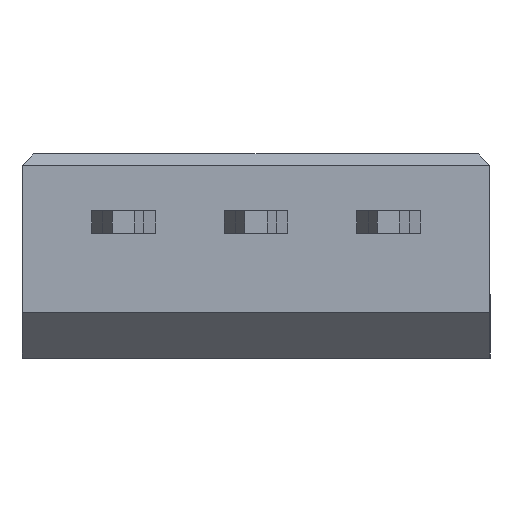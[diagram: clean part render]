
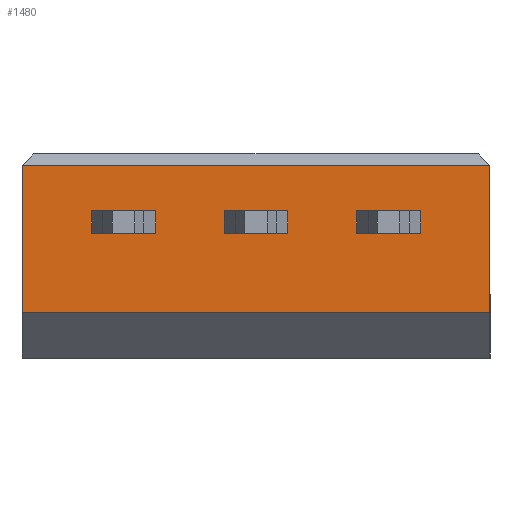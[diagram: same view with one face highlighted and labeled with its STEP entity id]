
A CAD part, front view. The second image highlights one B-rep face of the part: STEP entity #1480.
In plain terms, the highlighted planar face has unit normal (0, -1, 0).
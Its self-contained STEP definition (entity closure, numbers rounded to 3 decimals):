
#73 = CARTESIAN_POINT ( 'NONE',  ( 8.775, 0., 2.75 ) ) ;
#84 = CARTESIAN_POINT ( 'NONE',  ( 4.45, 0., 3. ) ) ;
#92 = DIRECTION ( 'NONE',  ( 0., 0., -1. ) ) ;
#94 = CARTESIAN_POINT ( 'NONE',  ( 1.525, 0., 2.75 ) ) ;
#117 = CARTESIAN_POINT ( 'NONE',  ( 8.775, 0., 3. ) ) ;
#138 = DIRECTION ( 'NONE',  ( 1., 0., 0. ) ) ;
#141 = LINE ( 'NONE', #1539, #446 ) ;
#146 = CARTESIAN_POINT ( 'NONE',  ( 7.375, 0., 3. ) ) ;
#151 = CARTESIAN_POINT ( 'NONE',  ( 5.15, 0., 3.25 ) ) ;
#163 = VECTOR ( 'NONE', #92, 1000. ) ;
#170 = VECTOR ( 'NONE', #1027, 1000. ) ;
#172 = CARTESIAN_POINT ( 'NONE',  ( 4.45, 0., 3.25 ) ) ;
#180 = CARTESIAN_POINT ( 'NONE',  ( 4.45, 0., 2.75 ) ) ;
#190 = LINE ( 'NONE', #640, #999 ) ;
#226 = CARTESIAN_POINT ( 'NONE',  ( 0., 0., 1.4 ) ) ;
#232 = FACE_OUTER_BOUND ( 'NONE', #301, .T. ) ;
#234 = LINE ( 'NONE', #1307, #506 ) ;
#235 = EDGE_CURVE ( 'NONE', #432, #1944, #1824, .T. ) ;
#239 = EDGE_CURVE ( 'NONE', #1065, #513, #141, .T. ) ;
#243 = LINE ( 'NONE', #840, #163 ) ;
#255 = ORIENTED_EDGE ( 'NONE', *, *, #485, .F. ) ;
#259 = FACE_BOUND ( 'NONE', #1933, .T. ) ;
#275 = DIRECTION ( 'NONE',  ( 0., 0., 1. ) ) ;
#276 = VERTEX_POINT ( 'NONE', #1645 ) ;
#288 = VECTOR ( 'NONE', #1747, 1000. ) ;
#301 = EDGE_LOOP ( 'NONE', ( #430, #752, #1521, #741 ) ) ;
#333 = VECTOR ( 'NONE', #1665, 1000. ) ;
#373 = CARTESIAN_POINT ( 'NONE',  ( 2.225, 0., 3.25 ) ) ;
#391 = CARTESIAN_POINT ( 'NONE',  ( 5.85, 0., 3.25 ) ) ;
#396 = CARTESIAN_POINT ( 'NONE',  ( 8.075, 0., 3.25 ) ) ;
#418 = VERTEX_POINT ( 'NONE', #540 ) ;
#430 = ORIENTED_EDGE ( 'NONE', *, *, #758, .F. ) ;
#432 = VERTEX_POINT ( 'NONE', #391 ) ;
#442 = ORIENTED_EDGE ( 'NONE', *, *, #1454, .F. ) ;
#443 = VECTOR ( 'NONE', #985, 1000. ) ;
#446 = VECTOR ( 'NONE', #1689, 1000. ) ;
#452 = LINE ( 'NONE', #1051, #333 ) ;
#485 = EDGE_CURVE ( 'NONE', #842, #866, #1801, .T. ) ;
#506 = VECTOR ( 'NONE', #1274, 1000. ) ;
#508 = AXIS2_PLACEMENT_3D ( 'NONE', #1130, #1281, #856 ) ;
#513 = VERTEX_POINT ( 'NONE', #1024 ) ;
#519 = ORIENTED_EDGE ( 'NONE', *, *, #1956, .F. ) ;
#522 = ORIENTED_EDGE ( 'NONE', *, *, #894, .F. ) ;
#540 = CARTESIAN_POINT ( 'NONE',  ( 0., 0., 1. ) ) ;
#542 = VERTEX_POINT ( 'NONE', #736 ) ;
#546 = CARTESIAN_POINT ( 'NONE',  ( 0., 0., 2.75 ) ) ;
#564 = LINE ( 'NONE', #117, #443 ) ;
#575 = EDGE_LOOP ( 'NONE', ( #1028, #1718, #1947, #255 ) ) ;
#640 = CARTESIAN_POINT ( 'NONE',  ( 10.3, 0., 1.4 ) ) ;
#654 = DIRECTION ( 'NONE',  ( 0., 0., -1. ) ) ;
#675 = DIRECTION ( 'NONE',  ( 1., 0., 0. ) ) ;
#684 = FACE_BOUND ( 'NONE', #575, .T. ) ;
#688 = DIRECTION ( 'NONE',  ( -1., 0., 0. ) ) ;
#695 = CARTESIAN_POINT ( 'NONE',  ( 0., 0., 1. ) ) ;
#723 = LINE ( 'NONE', #146, #1328 ) ;
#733 = VERTEX_POINT ( 'NONE', #1225 ) ;
#736 = CARTESIAN_POINT ( 'NONE',  ( 1.525, 0., 3.25 ) ) ;
#741 = ORIENTED_EDGE ( 'NONE', *, *, #1749, .T. ) ;
#752 = ORIENTED_EDGE ( 'NONE', *, *, #1641, .T. ) ;
#758 = EDGE_CURVE ( 'NONE', #1531, #418, #1915, .T. ) ;
#779 = EDGE_CURVE ( 'NONE', #866, #1330, #564, .T. ) ;
#783 = EDGE_CURVE ( 'NONE', #276, #432, #234, .T. ) ;
#813 = ORIENTED_EDGE ( 'NONE', *, *, #1453, .F. ) ;
#840 = CARTESIAN_POINT ( 'NONE',  ( 1.525, 0., 3. ) ) ;
#842 = VERTEX_POINT ( 'NONE', #1581 ) ;
#846 = DIRECTION ( 'NONE',  ( 1., 0., 0. ) ) ;
#850 = VECTOR ( 'NONE', #688, 1000. ) ;
#856 = DIRECTION ( 'NONE',  ( 0., 0., 1. ) ) ;
#866 = VERTEX_POINT ( 'NONE', #73 ) ;
#894 = EDGE_CURVE ( 'NONE', #542, #1817, #243, .T. ) ;
#957 = CARTESIAN_POINT ( 'NONE',  ( 8.775, 0., 3.25 ) ) ;
#985 = DIRECTION ( 'NONE',  ( 0., 0., 1. ) ) ;
#999 = VECTOR ( 'NONE', #275, 1000. ) ;
#1021 = ORIENTED_EDGE ( 'NONE', *, *, #783, .F. ) ;
#1024 = CARTESIAN_POINT ( 'NONE',  ( 10.3, 0., 4.25 ) ) ;
#1027 = DIRECTION ( 'NONE',  ( -1., 0., 0. ) ) ;
#1028 = ORIENTED_EDGE ( 'NONE', *, *, #1196, .F. ) ;
#1034 = VECTOR ( 'NONE', #1243, 1000. ) ;
#1051 = CARTESIAN_POINT ( 'NONE',  ( 2.925, 0., 3. ) ) ;
#1065 = VERTEX_POINT ( 'NONE', #1855 ) ;
#1068 = ORIENTED_EDGE ( 'NONE', *, *, #1786, .F. ) ;
#1121 = EDGE_CURVE ( 'NONE', #1250, #542, #1766, .T. ) ;
#1128 = VECTOR ( 'NONE', #654, 1000. ) ;
#1130 = CARTESIAN_POINT ( 'NONE',  ( 0., 0., 1.4 ) ) ;
#1149 = LINE ( 'NONE', #546, #1458 ) ;
#1166 = CARTESIAN_POINT ( 'NONE',  ( 7.375, 0., 3.25 ) ) ;
#1195 = VECTOR ( 'NONE', #138, 1000. ) ;
#1196 = EDGE_CURVE ( 'NONE', #1797, #842, #723, .T. ) ;
#1225 = CARTESIAN_POINT ( 'NONE',  ( 2.925, 0., 2.75 ) ) ;
#1243 = DIRECTION ( 'NONE',  ( 0., 0., -1. ) ) ;
#1250 = VERTEX_POINT ( 'NONE', #1514 ) ;
#1268 = LINE ( 'NONE', #226, #1034 ) ;
#1274 = DIRECTION ( 'NONE',  ( 0., 0., 1. ) ) ;
#1281 = DIRECTION ( 'NONE',  ( 0., 1., 0. ) ) ;
#1304 = CARTESIAN_POINT ( 'NONE',  ( 0., 0., 2.75 ) ) ;
#1307 = CARTESIAN_POINT ( 'NONE',  ( 5.85, 0., 3. ) ) ;
#1328 = VECTOR ( 'NONE', #1638, 1000. ) ;
#1330 = VERTEX_POINT ( 'NONE', #957 ) ;
#1344 = CARTESIAN_POINT ( 'NONE',  ( 10.3, 0., 1. ) ) ;
#1436 = PLANE ( 'NONE',  #508 ) ;
#1440 = LINE ( 'NONE', #84, #1128 ) ;
#1453 = EDGE_CURVE ( 'NONE', #1817, #733, #1765, .T. ) ;
#1454 = EDGE_CURVE ( 'NONE', #1929, #276, #1149, .T. ) ;
#1456 = VECTOR ( 'NONE', #1914, 1000. ) ;
#1458 = VECTOR ( 'NONE', #846, 1000. ) ;
#1476 = EDGE_LOOP ( 'NONE', ( #522, #1899, #519, #813 ) ) ;
#1480 = ADVANCED_FACE ( 'NONE', ( #259, #684, #1592, #232 ), #1436, .F. ) ;
#1495 = VECTOR ( 'NONE', #675, 1000. ) ;
#1501 = EDGE_CURVE ( 'NONE', #1330, #1797, #1756, .T. ) ;
#1508 = CARTESIAN_POINT ( 'NONE',  ( 0., 0., 2.75 ) ) ;
#1514 = CARTESIAN_POINT ( 'NONE',  ( 2.925, 0., 3.25 ) ) ;
#1521 = ORIENTED_EDGE ( 'NONE', *, *, #239, .F. ) ;
#1531 = VERTEX_POINT ( 'NONE', #1344 ) ;
#1539 = CARTESIAN_POINT ( 'NONE',  ( 0., 0., 4.25 ) ) ;
#1581 = CARTESIAN_POINT ( 'NONE',  ( 7.375, 0., 2.75 ) ) ;
#1592 = FACE_BOUND ( 'NONE', #1476, .T. ) ;
#1638 = DIRECTION ( 'NONE',  ( 0., 0., -1. ) ) ;
#1641 = EDGE_CURVE ( 'NONE', #1531, #513, #190, .T. ) ;
#1644 = ORIENTED_EDGE ( 'NONE', *, *, #235, .F. ) ;
#1645 = CARTESIAN_POINT ( 'NONE',  ( 5.85, 0., 2.75 ) ) ;
#1665 = DIRECTION ( 'NONE',  ( 0., 0., 1. ) ) ;
#1689 = DIRECTION ( 'NONE',  ( 1., 0., 0. ) ) ;
#1718 = ORIENTED_EDGE ( 'NONE', *, *, #1501, .F. ) ;
#1747 = DIRECTION ( 'NONE',  ( -1., 0., 0. ) ) ;
#1749 = EDGE_CURVE ( 'NONE', #1065, #418, #1268, .T. ) ;
#1756 = LINE ( 'NONE', #396, #288 ) ;
#1765 = LINE ( 'NONE', #1304, #1495 ) ;
#1766 = LINE ( 'NONE', #373, #1456 ) ;
#1786 = EDGE_CURVE ( 'NONE', #1944, #1929, #1440, .T. ) ;
#1797 = VERTEX_POINT ( 'NONE', #1166 ) ;
#1801 = LINE ( 'NONE', #1508, #1195 ) ;
#1817 = VERTEX_POINT ( 'NONE', #94 ) ;
#1824 = LINE ( 'NONE', #151, #170 ) ;
#1855 = CARTESIAN_POINT ( 'NONE',  ( 0., 0., 4.25 ) ) ;
#1899 = ORIENTED_EDGE ( 'NONE', *, *, #1121, .F. ) ;
#1914 = DIRECTION ( 'NONE',  ( -1., 0., 0. ) ) ;
#1915 = LINE ( 'NONE', #695, #850 ) ;
#1929 = VERTEX_POINT ( 'NONE', #180 ) ;
#1933 = EDGE_LOOP ( 'NONE', ( #1068, #1644, #1021, #442 ) ) ;
#1944 = VERTEX_POINT ( 'NONE', #172 ) ;
#1947 = ORIENTED_EDGE ( 'NONE', *, *, #779, .F. ) ;
#1956 = EDGE_CURVE ( 'NONE', #733, #1250, #452, .T. ) ;
